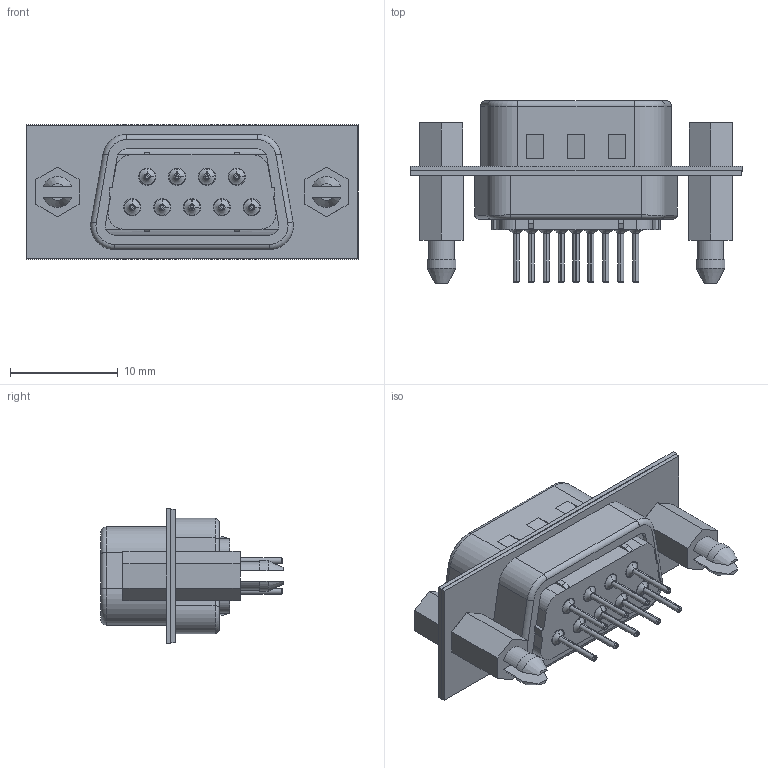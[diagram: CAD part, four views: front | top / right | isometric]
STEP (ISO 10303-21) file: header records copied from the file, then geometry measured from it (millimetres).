
FILE_DESCRIPTION( ('This file contains a STEP AP42 implementation' ,'as created by ZW3D STEP Interface translator.') ,'2;1' );
FILE_NAME( '6222-XXMHXXX0X.stp' ,'231114.144247', (''), ('ZWCAD Software Co.'), 'Version 1.0', 'ZW3D to STEP translator', '' );
FILE_SCHEMA(('AUTOMOTIVE_DESIGN { 1 0 10303 214 1 1 1 1 }'));
Length unit declared in the file: millimetre
Products named in the file (2): 0; 6222-09mbxxb01_asm
Bounding box: 30.8 x 16.92 x 12.5 mm (x, y, z)
Volume: 1510.5 mm3; surface area: 3422.4 mm2
Topology: 1 solids, 5 shells, 643 faces, 1732 edges, 1115 vertices
Faces by surface type: plane 278, cylinder 245, torus 80, sphere 18, cone 12, bspline 10
Entity records: 24103 total; most frequent: CARTESIAN_POINT 7209, ORIENTED_EDGE 3430, DIRECTION 3370, EDGE_CURVE 1715, AXIS2_PLACEMENT_3D 1230, VERTEX_POINT 1115, VECTOR 910, LINE 910
